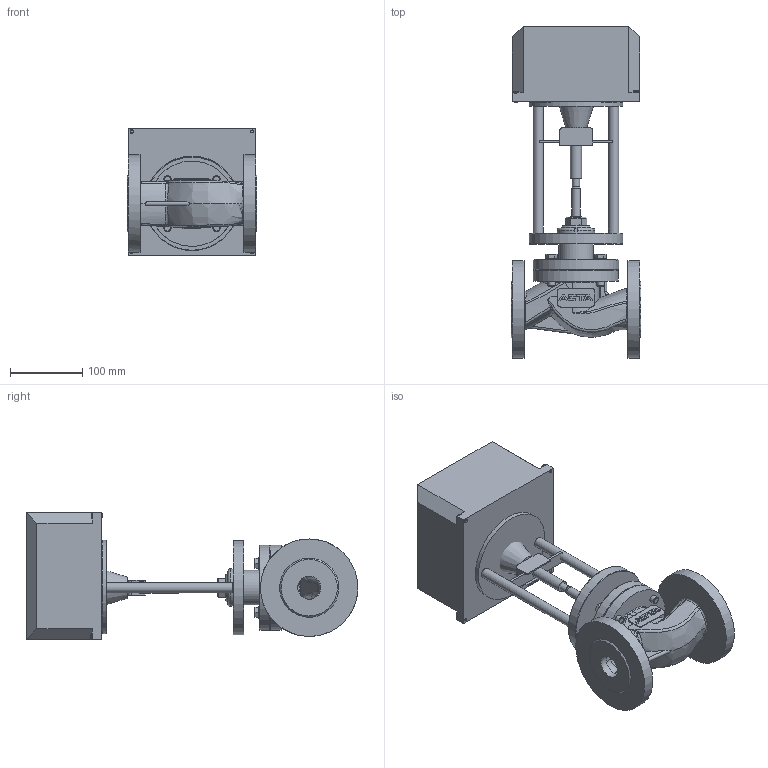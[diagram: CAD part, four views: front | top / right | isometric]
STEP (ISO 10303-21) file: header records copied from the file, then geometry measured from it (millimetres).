
FILE_DESCRIPTION(/* description */ (''),/* implementation_level */ '2;1');
FILE_NAME(/* name */ 'Р11 DN32 + ЭПА 1,8кН.stp',/* time_stamp */ '2024-03-17T10:27:56+03:00',/* author */ ('kostr'),/* organization */ ('HP'),/* preprocessor_version */ 'ST-DEVELOPER v18.1',/* originating_system */ 'AutoCAD Mechanical',/* authorisation */ '');
FILE_SCHEMA (('AUTOMOTIVE_DESIGN { 1 0 10303 214 3 1 1 }'));
Length unit declared in the file: inch
Products named in the file (2): Product1; Product
Assembly tree (1 placements, depth 2):
  Product1
    Product
Bounding box: 179.99 x 459.85 x 176 mm (x, y, z)
Volume: 4732755.3 mm3; surface area: 454267.7 mm2
Topology: 25 solids, 25 shells, 1185 faces, 3270 edges, 2187 vertices
Faces by surface type: plane 887, cylinder 131, bspline 96, cone 42, torus 29
Full cylindrical faces by diameter (mm): 5 x4, 6.466 x2, 8 x6, 9.2 x1, 9.666 x2, 10 x13, 12 x1, 12.5 x4, 13.749 x1, 14 x2, 15 x2, 15.417 x1, 16.247 x4, 18 x1, 20 x4, 21 x1, 22 x1, 24 x7, 24.7 x1, 32 x2, 34 x1, 36 x1, 37 x1, 37.4 x1, 40 x14, 41 x1, 41.5 x1, 42 x1, 43 x1, 46 x1
Entity records: 59772 total; most frequent: CARTESIAN_POINT 29829, ORIENTED_EDGE 6532, DIRECTION 5691, EDGE_CURVE 3266, VERTEX_POINT 2187, LINE 2179, VECTOR 2179, AXIS2_PLACEMENT_3D 1756
